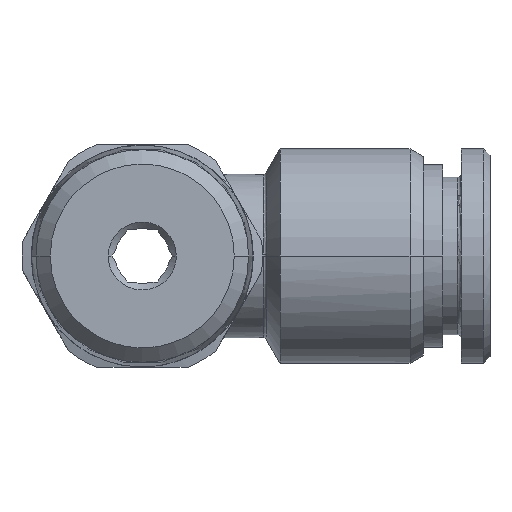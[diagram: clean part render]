
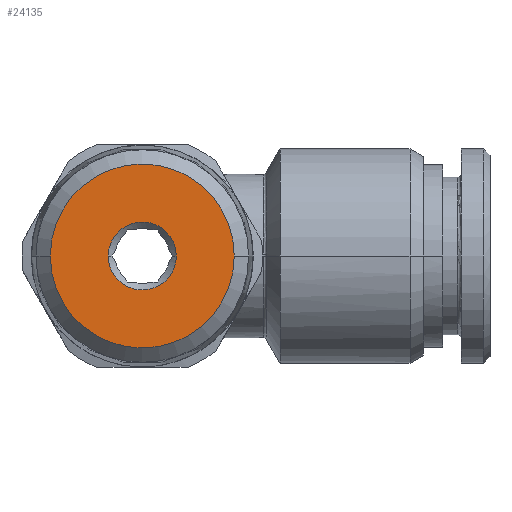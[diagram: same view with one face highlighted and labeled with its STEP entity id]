
A CAD part, left-side view. The second image highlights one B-rep face of the part: STEP entity #24135.
In plain terms, the highlighted planar face has unit normal (-1, 0, 0).
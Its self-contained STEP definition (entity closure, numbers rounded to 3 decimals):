
#20248=CARTESIAN_POINT('Axis2P3D Location',(-25.5,0.,0.)) ;
#20252=CARTESIAN_POINT('Vertex',(-25.5,7.035,0.)) ;
#20254=CARTESIAN_POINT('Vertex',(-25.5,-7.035,0.)) ;
#20279=CARTESIAN_POINT('Axis2P3D Location',(-25.5,0.,0.)) ;
#24066=CARTESIAN_POINT('Axis2P3D Location',(-25.5,0.,0.)) ;
#24076=CARTESIAN_POINT('Control Point',(-25.5,2.6,0.)) ;
#24077=CARTESIAN_POINT('Control Point',(-25.5,2.6,-0.237)) ;
#24078=CARTESIAN_POINT('Control Point',(-25.5,2.573,-0.474)) ;
#24079=CARTESIAN_POINT('Control Point',(-25.5,2.519,-0.707)) ;
#24080=CARTESIAN_POINT('Control Point',(-25.5,2.359,-1.156)) ;
#24081=CARTESIAN_POINT('Control Point',(-25.5,2.102,-1.558)) ;
#24082=CARTESIAN_POINT('Control Point',(-25.5,1.951,-1.743)) ;
#24083=CARTESIAN_POINT('Control Point',(-25.5,1.609,-2.076)) ;
#24084=CARTESIAN_POINT('Control Point',(-25.5,1.202,-2.324)) ;
#24085=CARTESIAN_POINT('Control Point',(-25.5,0.984,-2.424)) ;
#24086=CARTESIAN_POINT('Control Point',(-25.5,0.531,-2.573)) ;
#24087=CARTESIAN_POINT('Control Point',(-25.5,0.056,-2.616)) ;
#24088=CARTESIAN_POINT('Control Point',(-25.5,-0.183,-2.61)) ;
#24089=CARTESIAN_POINT('Control Point',(-25.5,-0.655,-2.544)) ;
#24090=CARTESIAN_POINT('Control Point',(-25.5,-1.101,-2.373)) ;
#24091=CARTESIAN_POINT('Control Point',(-25.5,-1.313,-2.263)) ;
#24092=CARTESIAN_POINT('Control Point',(-25.5,-1.708,-1.996)) ;
#24093=CARTESIAN_POINT('Control Point',(-25.5,-2.033,-1.647)) ;
#24094=CARTESIAN_POINT('Control Point',(-25.5,-2.175,-1.454)) ;
#24095=CARTESIAN_POINT('Control Point',(-25.5,-2.4,-1.062)) ;
#24096=CARTESIAN_POINT('Control Point',(-25.5,-2.535,-0.632)) ;
#24097=CARTESIAN_POINT('Control Point',(-25.5,-2.578,-0.423)) ;
#24098=CARTESIAN_POINT('Control Point',(-25.5,-2.6,-0.212)) ;
#24099=CARTESIAN_POINT('Control Point',(-25.5,-2.6,0.)) ;
#24100=CARTESIAN_POINT('Vertex',(-25.5,2.6,0.)) ;
#24102=CARTESIAN_POINT('Vertex',(-25.5,-2.6,0.)) ;
#24106=CARTESIAN_POINT('Control Point',(-25.5,-2.6,0.)) ;
#24107=CARTESIAN_POINT('Control Point',(-25.5,-2.6,0.237)) ;
#24108=CARTESIAN_POINT('Control Point',(-25.5,-2.573,0.474)) ;
#24109=CARTESIAN_POINT('Control Point',(-25.5,-2.519,0.707)) ;
#24110=CARTESIAN_POINT('Control Point',(-25.5,-2.359,1.156)) ;
#24111=CARTESIAN_POINT('Control Point',(-25.5,-2.102,1.558)) ;
#24112=CARTESIAN_POINT('Control Point',(-25.5,-1.951,1.743)) ;
#24113=CARTESIAN_POINT('Control Point',(-25.5,-1.609,2.076)) ;
#24114=CARTESIAN_POINT('Control Point',(-25.5,-1.202,2.324)) ;
#24115=CARTESIAN_POINT('Control Point',(-25.5,-0.984,2.424)) ;
#24116=CARTESIAN_POINT('Control Point',(-25.5,-0.531,2.573)) ;
#24117=CARTESIAN_POINT('Control Point',(-25.5,-0.056,2.616)) ;
#24118=CARTESIAN_POINT('Control Point',(-25.5,0.183,2.61)) ;
#24119=CARTESIAN_POINT('Control Point',(-25.5,0.655,2.544)) ;
#24120=CARTESIAN_POINT('Control Point',(-25.5,1.101,2.373)) ;
#24121=CARTESIAN_POINT('Control Point',(-25.5,1.313,2.263)) ;
#24122=CARTESIAN_POINT('Control Point',(-25.5,1.708,1.996)) ;
#24123=CARTESIAN_POINT('Control Point',(-25.5,2.033,1.647)) ;
#24124=CARTESIAN_POINT('Control Point',(-25.5,2.175,1.454)) ;
#24125=CARTESIAN_POINT('Control Point',(-25.5,2.4,1.062)) ;
#24126=CARTESIAN_POINT('Control Point',(-25.5,2.535,0.632)) ;
#24127=CARTESIAN_POINT('Control Point',(-25.5,2.578,0.423)) ;
#24128=CARTESIAN_POINT('Control Point',(-25.5,2.6,0.212)) ;
#24129=CARTESIAN_POINT('Control Point',(-25.5,2.6,0.)) ;
#20249=DIRECTION('Axis2P3D Direction',(1.,0.,0.)) ;
#20280=DIRECTION('Axis2P3D Direction',(1.,0.,0.)) ;
#24067=DIRECTION('Axis2P3D Direction',(1.,0.,0.)) ;
#24068=DIRECTION('Axis2P3D XDirection',(0.,0.,1.)) ;
#20250=AXIS2_PLACEMENT_3D('Circle Axis2P3D',#20248,#20249,$) ;
#20281=AXIS2_PLACEMENT_3D('Circle Axis2P3D',#20279,#20280,$) ;
#24069=AXIS2_PLACEMENT_3D('Plane Axis2P3D',#24066,#24067,#24068) ;
#24072=ORIENTED_EDGE('',*,*,#20256,.T.) ;
#24073=ORIENTED_EDGE('',*,*,#20283,.T.) ;
#24132=ORIENTED_EDGE('',*,*,#24104,.F.) ;
#24133=ORIENTED_EDGE('',*,*,#24130,.F.) ;
#24134=FACE_BOUND('',#24131,.T.) ;
#24135=ADVANCED_FACE('PR425B-10R38',(#24074,#24134),#24070,.F.) ;
#24075=B_SPLINE_CURVE_WITH_KNOTS('',5,(#24076,#24077,#24078,#24079,#24080,#24081,#24082,#24083,#24084,#24085,#24086,#24087,#24088,#24089,#24090,#24091,#24092,#24093,#24094,#24095,#24096,#24097,#24098,#24099),.UNSPECIFIED.,.F.,.U.,(6,3,3,3,3,3,3,6),(0.,1.676,3.351,5.027,6.703,8.378,10.054,11.551),.UNSPECIFIED.) ;
#24105=B_SPLINE_CURVE_WITH_KNOTS('',5,(#24106,#24107,#24108,#24109,#24110,#24111,#24112,#24113,#24114,#24115,#24116,#24117,#24118,#24119,#24120,#24121,#24122,#24123,#24124,#24125,#24126,#24127,#24128,#24129),.UNSPECIFIED.,.F.,.U.,(6,3,3,3,3,3,3,6),(0.,1.676,3.351,5.027,6.703,8.378,10.054,11.551),.UNSPECIFIED.) ;
#20251=CIRCLE('generated circle',#20250,7.035) ;
#20282=CIRCLE('generated circle',#20281,7.035) ;
#20256=EDGE_CURVE('',#20253,#20255,#20251,.F.) ;
#20283=EDGE_CURVE('',#20255,#20253,#20282,.F.) ;
#24104=EDGE_CURVE('',#24101,#24103,#24075,.T.) ;
#24130=EDGE_CURVE('',#24103,#24101,#24105,.T.) ;
#24071=EDGE_LOOP('',(#24072,#24073)) ;
#24131=EDGE_LOOP('',(#24132,#24133)) ;
#24074=FACE_OUTER_BOUND('',#24071,.T.) ;
#24070=PLANE('',#24069) ;
#20253=VERTEX_POINT('',#20252) ;
#20255=VERTEX_POINT('',#20254) ;
#24101=VERTEX_POINT('',#24100) ;
#24103=VERTEX_POINT('',#24102) ;
